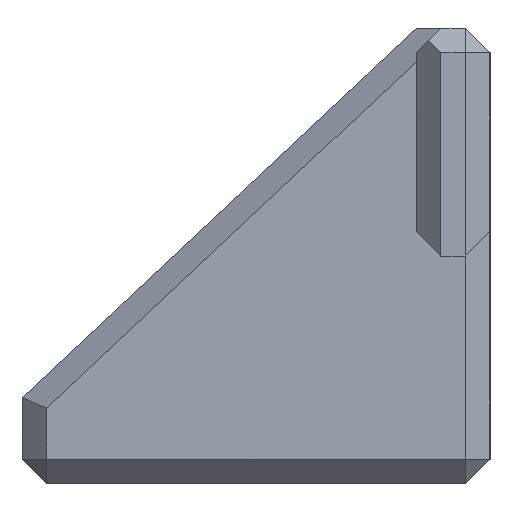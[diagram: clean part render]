
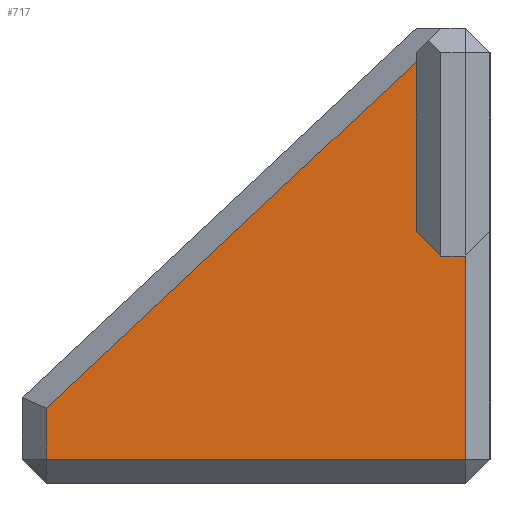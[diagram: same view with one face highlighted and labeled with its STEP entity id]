
A CAD part, left-side view. The second image highlights one B-rep face of the part: STEP entity #717.
In plain terms, the highlighted planar face has unit normal (-1, 0, 0).
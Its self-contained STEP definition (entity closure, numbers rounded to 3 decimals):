
#39 = VERTEX_POINT ( 'NONE', #348 ) ;
#78 = VECTOR ( 'NONE', #2763, 1000. ) ;
#123 = CARTESIAN_POINT ( 'NONE',  ( -6., -4., 18.5 ) ) ;
#279 = ORIENTED_EDGE ( 'NONE', *, *, #1499, .T. ) ;
#345 = ORIENTED_EDGE ( 'NONE', *, *, #383, .T. ) ;
#348 = CARTESIAN_POINT ( 'NONE',  ( -6., 36., 2. ) ) ;
#379 = ORIENTED_EDGE ( 'NONE', *, *, #462, .T. ) ;
#381 = LINE ( 'NONE', #1243, #1850 ) ;
#383 = EDGE_CURVE ( 'NONE', #1145, #613, #2709, .T. ) ;
#389 = VERTEX_POINT ( 'NONE', #1428 ) ;
#391 = DIRECTION ( 'NONE',  ( 1., 0., 0. ) ) ;
#459 = DIRECTION ( 'NONE',  ( 0., 0., 1. ) ) ;
#462 = EDGE_CURVE ( 'NONE', #2474, #1556, #2775, .T. ) ;
#492 = DIRECTION ( 'NONE',  ( 0., 0., 1. ) ) ;
#533 = DIRECTION ( 'NONE',  ( 0., -1., 0. ) ) ;
#613 = VERTEX_POINT ( 'NONE', #1368 ) ;
#713 = LINE ( 'NONE', #2469, #1124 ) ;
#717 = ADVANCED_FACE ( 'NONE', ( #1711 ), #1471, .F. ) ;
#747 = AXIS2_PLACEMENT_3D ( 'NONE', #2324, #391, #1751 ) ;
#750 = VECTOR ( 'NONE', #1551, 1000. ) ;
#766 = DIRECTION ( 'NONE',  ( 0., 0., -1. ) ) ;
#853 = EDGE_LOOP ( 'NONE', ( #1395, #2482, #345, #2012, #279, #379, #1952 ) ) ;
#1102 = CARTESIAN_POINT ( 'NONE',  ( -6., -7.25, 7.25 ) ) ;
#1124 = VECTOR ( 'NONE', #533, 1000. ) ;
#1145 = VERTEX_POINT ( 'NONE', #2405 ) ;
#1168 = VERTEX_POINT ( 'NONE', #2350 ) ;
#1243 = CARTESIAN_POINT ( 'NONE',  ( -6., 36., 0. ) ) ;
#1258 = CARTESIAN_POINT ( 'NONE',  ( -6., 36.632, 5.541 ) ) ;
#1348 = VECTOR ( 'NONE', #459, 1000. ) ;
#1368 = CARTESIAN_POINT ( 'NONE',  ( -6., 4., 18.5 ) ) ;
#1372 = CARTESIAN_POINT ( 'NONE',  ( -6., 36., 6.134 ) ) ;
#1395 = ORIENTED_EDGE ( 'NONE', *, *, #2522, .T. ) ;
#1428 = CARTESIAN_POINT ( 'NONE',  ( -6., 6., 20.5 ) ) ;
#1471 = PLANE ( 'NONE',  #747 ) ;
#1499 = EDGE_CURVE ( 'NONE', #389, #2474, #2623, .T. ) ;
#1551 = DIRECTION ( 'NONE',  ( 0., 0.707, 0.707 ) ) ;
#1556 = VERTEX_POINT ( 'NONE', #1372 ) ;
#1649 = EDGE_CURVE ( 'NONE', #1556, #39, #381, .T. ) ;
#1685 = DIRECTION ( 'NONE',  ( 0., 1., 0. ) ) ;
#1711 = FACE_OUTER_BOUND ( 'NONE', #853, .T. ) ;
#1751 = DIRECTION ( 'NONE',  ( 0., 0., -1. ) ) ;
#1772 = CARTESIAN_POINT ( 'NONE',  ( -6., 6., 0. ) ) ;
#1850 = VECTOR ( 'NONE', #766, 1000. ) ;
#1952 = ORIENTED_EDGE ( 'NONE', *, *, #1649, .T. ) ;
#1994 = VECTOR ( 'NONE', #492, 1000. ) ;
#2012 = ORIENTED_EDGE ( 'NONE', *, *, #2412, .T. ) ;
#2191 = EDGE_CURVE ( 'NONE', #1168, #1145, #2431, .T. ) ;
#2324 = CARTESIAN_POINT ( 'NONE',  ( -6., 0., 0. ) ) ;
#2350 = CARTESIAN_POINT ( 'NONE',  ( -6., 2., 2. ) ) ;
#2378 = VECTOR ( 'NONE', #1685, 1000. ) ;
#2402 = LINE ( 'NONE', #1102, #750 ) ;
#2405 = CARTESIAN_POINT ( 'NONE',  ( -6., 2., 18.5 ) ) ;
#2412 = EDGE_CURVE ( 'NONE', #613, #389, #2402, .T. ) ;
#2431 = LINE ( 'NONE', #2638, #1994 ) ;
#2469 = CARTESIAN_POINT ( 'NONE',  ( -6., 0., 2. ) ) ;
#2474 = VERTEX_POINT ( 'NONE', #2570 ) ;
#2482 = ORIENTED_EDGE ( 'NONE', *, *, #2191, .T. ) ;
#2522 = EDGE_CURVE ( 'NONE', #39, #1168, #713, .T. ) ;
#2570 = CARTESIAN_POINT ( 'NONE',  ( -6., 6., 34.259 ) ) ;
#2623 = LINE ( 'NONE', #1772, #1348 ) ;
#2638 = CARTESIAN_POINT ( 'NONE',  ( -6., 2., 0. ) ) ;
#2709 = LINE ( 'NONE', #123, #2378 ) ;
#2763 = DIRECTION ( 'NONE',  ( 0., 0.73, -0.684 ) ) ;
#2775 = LINE ( 'NONE', #1258, #78 ) ;
